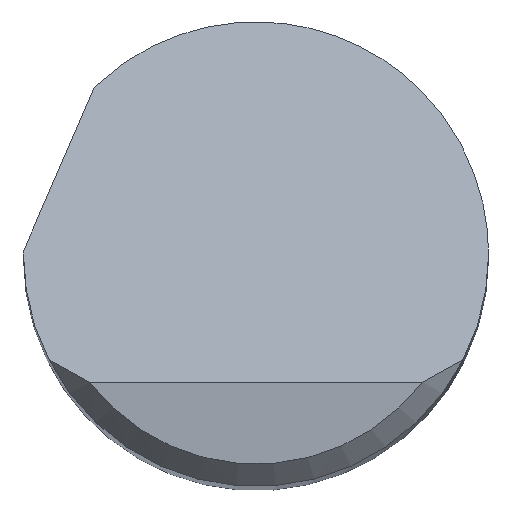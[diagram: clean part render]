
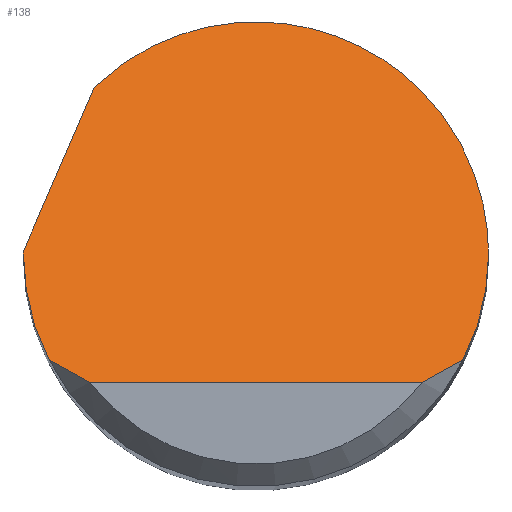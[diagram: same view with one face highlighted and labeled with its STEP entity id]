
A CAD part, top view. The second image highlights one B-rep face of the part: STEP entity #138.
In plain terms, the highlighted planar face has unit normal (0, 0.707, 0.707).
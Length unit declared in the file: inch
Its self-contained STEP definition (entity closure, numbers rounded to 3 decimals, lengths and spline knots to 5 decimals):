
#5 = ORIENTED_EDGE ( 'NONE', *, *, #748, .F. ) ;
#23 = CARTESIAN_POINT ( 'NONE',  ( 0.13906, -0.07125, 1.985 ) ) ;
#49 = VERTEX_POINT ( 'NONE', #535 ) ;
#57 = CARTESIAN_POINT ( 'NONE',  ( -0.15625, -0.08625, 2. ) ) ;
#72 = ORIENTED_EDGE ( 'NONE', *, *, #511, .T. ) ;
#74 = DIRECTION ( 'NONE',  ( 0., -0.707, -0.707 ) ) ;
#85 = CARTESIAN_POINT ( 'NONE',  ( -0.15624, 0.002, 1.91175 ) ) ;
#88 = ORIENTED_EDGE ( 'NONE', *, *, #415, .F. ) ;
#94 =( BOUNDED_CURVE ( )  B_SPLINE_CURVE ( 3, ( #687, #350, #285, #165 ),
 .UNSPECIFIED., .F., .F. ) 
 B_SPLINE_CURVE_WITH_KNOTS ( ( 4, 4 ),
 ( 5.51413, 7.85398 ),
 .UNSPECIFIED. ) 
 CURVE ( )  GEOMETRIC_REPRESENTATION_ITEM ( )  RATIONAL_B_SPLINE_CURVE ( ( 1., 0.593, 0.593, 1. ) ) 
 REPRESENTATION_ITEM ( '' )  );
#102 = CARTESIAN_POINT ( 'NONE',  ( 0.12131, -0.0816, 1.99535 ) ) ;
#108 = EDGE_CURVE ( 'NONE', #49, #578, #744, .T. ) ;
#138 = ADVANCED_FACE ( 'NONE', ( #295 ), #186, .F. ) ;
#141 = DIRECTION ( 'NONE',  ( 1., 0., 0. ) ) ;
#151 = CARTESIAN_POINT ( 'NONE',  ( -0.15625, 0., 1.91375 ) ) ;
#154 = LINE ( 'NONE', #385, #467 ) ;
#159 = CARTESIAN_POINT ( 'NONE',  ( 0.11186, -0.08625, 2. ) ) ;
#165 = CARTESIAN_POINT ( 'NONE',  ( 0.15625, 0., 1.91375 ) ) ;
#174 = CARTESIAN_POINT ( 'NONE',  ( 0.15625, 0., 1.91375 ) ) ;
#186 = PLANE ( 'NONE',  #717 ) ;
#203 = CARTESIAN_POINT ( 'NONE',  ( -0.10866, 0.11228, 1.80147 ) ) ;
#206 = VECTOR ( 'NONE', #141, 39.37008 ) ;
#240 = ORIENTED_EDGE ( 'NONE', *, *, #245, .F. ) ;
#245 = EDGE_CURVE ( 'NONE', #296, #250, #682, .T. ) ;
#250 = VERTEX_POINT ( 'NONE', #85 ) ;
#262 = CARTESIAN_POINT ( 'NONE',  ( -0.15624, 0.002, 1.91175 ) ) ;
#269 = ORIENTED_EDGE ( 'NONE', *, *, #362, .T. ) ;
#285 = CARTESIAN_POINT ( 'NONE',  ( 0.15625, 0.1616, 1.75215 ) ) ;
#286 = ORIENTED_EDGE ( 'NONE', *, *, #108, .T. ) ;
#295 = FACE_OUTER_BOUND ( 'NONE', #406, .T. ) ;
#296 = VERTEX_POINT ( 'NONE', #496 ) ;
#315 = CARTESIAN_POINT ( 'NONE',  ( 0., -0.08625, 2. ) ) ;
#327 = CARTESIAN_POINT ( 'NONE',  ( -0.11186, -0.08625, 2. ) ) ;
#342 = CARTESIAN_POINT ( 'NONE',  ( 0.13035, -0.07657, 1.99032 ) ) ;
#350 = CARTESIAN_POINT ( 'NONE',  ( 0.00746, 0.22466, 1.68909 ) ) ;
#355 = CARTESIAN_POINT ( 'NONE',  ( 0.15041, -0.04909, 1.96284 ) ) ;
#362 = EDGE_CURVE ( 'NONE', #582, #653, #596, .T. ) ;
#380 = CARTESIAN_POINT ( 'NONE',  ( 0.15625, 0., 1.91375 ) ) ;
#382 = CARTESIAN_POINT ( 'NONE',  ( -0.13906, -0.07125, 1.985 ) ) ;
#384 = CARTESIAN_POINT ( 'NONE',  ( -0.15625, 0.00067, 1.91308 ) ) ;
#385 = CARTESIAN_POINT ( 'NONE',  ( -0.19107, -0.07874, 1.99249 ) ) ;
#405 = CARTESIAN_POINT ( 'NONE',  ( 0.13906, -0.07125, 1.985 ) ) ;
#406 = EDGE_LOOP ( 'NONE', ( #72, #269, #88, #564, #463, #240, #5, #286 ) ) ;
#409 = CARTESIAN_POINT ( 'NONE',  ( 0.15625, -0.02489, 1.93864 ) ) ;
#415 = EDGE_CURVE ( 'NONE', #549, #653, #602, .T. ) ;
#431 = DIRECTION ( 'NONE',  ( 0., 0.707, -0.707 ) ) ;
#449 = EDGE_CURVE ( 'NONE', #657, #549, #94, .T. ) ;
#450 = CARTESIAN_POINT ( 'NONE',  ( -0.15041, -0.04909, 1.96284 ) ) ;
#463 = ORIENTED_EDGE ( 'NONE', *, *, #731, .F. ) ;
#467 = VECTOR ( 'NONE', #556, 39.37008 ) ;
#475 =( BOUNDED_CURVE ( )  B_SPLINE_CURVE ( 3, ( #544, #450, #720, #151 ),
 .UNSPECIFIED., .F., .F. ) 
 B_SPLINE_CURVE_WITH_KNOTS ( ( 4, 4 ),
 ( 4.23889, 4.71239 ),
 .UNSPECIFIED. ) 
 CURVE ( )  GEOMETRIC_REPRESENTATION_ITEM ( )  RATIONAL_B_SPLINE_CURVE ( ( 1., 0.981, 0.981, 1. ) ) 
 REPRESENTATION_ITEM ( '' )  );
#491 = CARTESIAN_POINT ( 'NONE',  ( -0.15625, 0., 1.91375 ) ) ;
#496 = CARTESIAN_POINT ( 'NONE',  ( -0.15625, 0., 1.91375 ) ) ;
#511 = EDGE_CURVE ( 'NONE', #578, #582, #636, .T. ) ;
#535 = CARTESIAN_POINT ( 'NONE',  ( -0.13906, -0.07125, 1.985 ) ) ;
#544 = CARTESIAN_POINT ( 'NONE',  ( -0.13906, -0.07125, 1.985 ) ) ;
#549 = VERTEX_POINT ( 'NONE', #380 ) ;
#554 = CARTESIAN_POINT ( 'NONE',  ( 0.13906, -0.07125, 1.985 ) ) ;
#556 = DIRECTION ( 'NONE',  ( 0.292, 0.676, -0.676 ) ) ;
#564 = ORIENTED_EDGE ( 'NONE', *, *, #449, .F. ) ;
#578 = VERTEX_POINT ( 'NONE', #696 ) ;
#582 = VERTEX_POINT ( 'NONE', #615 ) ;
#594 = CARTESIAN_POINT ( 'NONE',  ( -0.13035, -0.07657, 1.99032 ) ) ;
#596 = B_SPLINE_CURVE_WITH_KNOTS ( 'NONE', 3,
 ( #159, #102, #342, #554 ),
 .UNSPECIFIED., .F., .F.,
 ( 4, 4 ),
 ( 0., 0.00088 ),
 .UNSPECIFIED. ) ;
#599 = CARTESIAN_POINT ( 'NONE',  ( -0.12131, -0.0816, 1.99535 ) ) ;
#602 =( BOUNDED_CURVE ( )  B_SPLINE_CURVE ( 3, ( #174, #409, #355, #405 ),
 .UNSPECIFIED., .F., .F. ) 
 B_SPLINE_CURVE_WITH_KNOTS ( ( 4, 4 ),
 ( 1.5708, 2.04429 ),
 .UNSPECIFIED. ) 
 CURVE ( )  GEOMETRIC_REPRESENTATION_ITEM ( )  RATIONAL_B_SPLINE_CURVE ( ( 1., 0.981, 0.981, 1. ) ) 
 REPRESENTATION_ITEM ( '' )  );
#615 = CARTESIAN_POINT ( 'NONE',  ( 0.11186, -0.08625, 2. ) ) ;
#636 = LINE ( 'NONE', #315, #206 ) ;
#653 = VERTEX_POINT ( 'NONE', #23 ) ;
#657 = VERTEX_POINT ( 'NONE', #203 ) ;
#663 = CARTESIAN_POINT ( 'NONE',  ( -0.15625, 0.00133, 1.91242 ) ) ;
#682 =( BOUNDED_CURVE ( )  B_SPLINE_CURVE ( 3, ( #491, #384, #663, #262 ),
 .UNSPECIFIED., .F., .F. ) 
 B_SPLINE_CURVE_WITH_KNOTS ( ( 4, 4 ),
 ( 4.71239, 4.72519 ),
 .UNSPECIFIED. ) 
 CURVE ( )  GEOMETRIC_REPRESENTATION_ITEM ( )  RATIONAL_B_SPLINE_CURVE ( ( 1., 1., 1., 1. ) ) 
 REPRESENTATION_ITEM ( '' )  );
#687 = CARTESIAN_POINT ( 'NONE',  ( -0.10866, 0.11228, 1.80147 ) ) ;
#696 = CARTESIAN_POINT ( 'NONE',  ( -0.11186, -0.08625, 2. ) ) ;
#717 = AXIS2_PLACEMENT_3D ( 'NONE', #57, #74, #431 ) ;
#720 = CARTESIAN_POINT ( 'NONE',  ( -0.15625, -0.02489, 1.93864 ) ) ;
#731 = EDGE_CURVE ( 'NONE', #250, #657, #154, .T. ) ;
#744 = B_SPLINE_CURVE_WITH_KNOTS ( 'NONE', 3,
 ( #382, #594, #599, #327 ),
 .UNSPECIFIED., .F., .F.,
 ( 4, 4 ),
 ( 0., 0.00088 ),
 .UNSPECIFIED. ) ;
#748 = EDGE_CURVE ( 'NONE', #49, #296, #475, .T. ) ;
